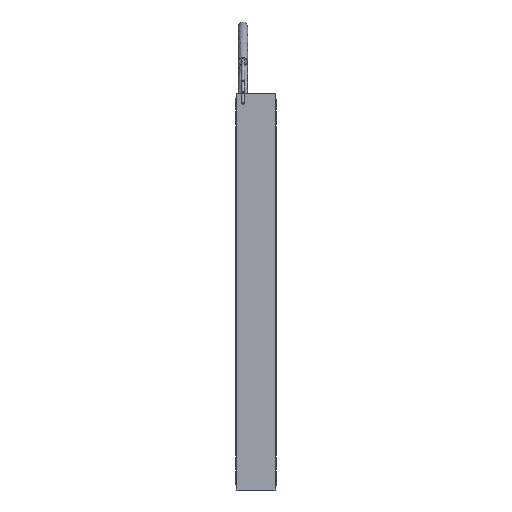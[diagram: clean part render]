
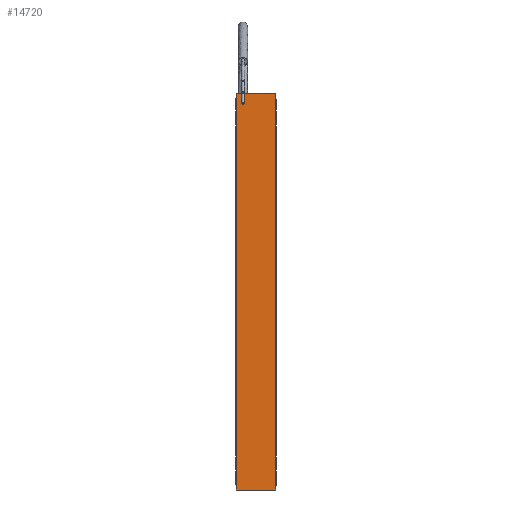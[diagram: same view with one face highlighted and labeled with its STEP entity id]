
A CAD part, front view. The second image highlights one B-rep face of the part: STEP entity #14720.
In plain terms, the highlighted planar face has unit normal (0, -1, 0).
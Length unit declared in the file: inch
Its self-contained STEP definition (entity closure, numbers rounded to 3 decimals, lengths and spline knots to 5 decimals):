
#630 = DIRECTION ( 'NONE',  ( 0., 1., 0. ) ) ;
#753 = LINE ( 'NONE', #32597, #15685 ) ;
#2958 = CARTESIAN_POINT ( 'NONE',  ( 1.3084, 1.82955, 7.06469 ) ) ;
#3678 = VECTOR ( 'NONE', #14746, 39.37008 ) ;
#6237 = VECTOR ( 'NONE', #22324, 39.37008 ) ;
#6250 = PLANE ( 'NONE',  #34733 ) ;
#6650 = CARTESIAN_POINT ( 'NONE',  ( 1.90447, 1.82955, 7.06469 ) ) ;
#8958 = DIRECTION ( 'NONE',  ( -1., 0., 0. ) ) ;
#9080 = CARTESIAN_POINT ( 'NONE',  ( 1.3084, 1.82955, 7.06469 ) ) ;
#9954 = ORIENTED_EDGE ( 'NONE', *, *, #25217, .F. ) ;
#11241 = EDGE_CURVE ( 'NONE', #20999, #11849, #22025, .T. ) ;
#11849 = VERTEX_POINT ( 'NONE', #32477 ) ;
#14720 = ADVANCED_FACE ( 'NONE', ( #26367 ), #6250, .F. ) ;
#14746 = DIRECTION ( 'NONE',  ( 0., 0., -1. ) ) ;
#15068 = LINE ( 'NONE', #6650, #3678 ) ;
#15685 = VECTOR ( 'NONE', #18140, 39.37008 ) ;
#16955 = LINE ( 'NONE', #2958, #27456 ) ;
#18140 = DIRECTION ( 'NONE',  ( 1., 0., 0. ) ) ;
#20999 = VERTEX_POINT ( 'NONE', #23869 ) ;
#22025 = LINE ( 'NONE', #30315, #6237 ) ;
#22040 = ORIENTED_EDGE ( 'NONE', *, *, #11241, .T. ) ;
#22324 = DIRECTION ( 'NONE',  ( 1., 0., 0. ) ) ;
#22388 = CARTESIAN_POINT ( 'NONE',  ( 1.3084, 1.82955, 7.06469 ) ) ;
#23036 = DIRECTION ( 'NONE',  ( 0., 0., -1. ) ) ;
#23199 = VERTEX_POINT ( 'NONE', #32186 ) ;
#23404 = EDGE_LOOP ( 'NONE', ( #22040, #9954, #35892, #31151 ) ) ;
#23869 = CARTESIAN_POINT ( 'NONE',  ( 1.3084, 1.82955, 1.06469 ) ) ;
#25217 = EDGE_CURVE ( 'NONE', #23199, #11849, #15068, .T. ) ;
#26041 = EDGE_CURVE ( 'NONE', #29828, #23199, #753, .T. ) ;
#26367 = FACE_OUTER_BOUND ( 'NONE', #23404, .T. ) ;
#26375 = EDGE_CURVE ( 'NONE', #29828, #20999, #16955, .T. ) ;
#27456 = VECTOR ( 'NONE', #23036, 39.37008 ) ;
#29828 = VERTEX_POINT ( 'NONE', #22388 ) ;
#30315 = CARTESIAN_POINT ( 'NONE',  ( 1.3084, 1.82955, 1.06469 ) ) ;
#31151 = ORIENTED_EDGE ( 'NONE', *, *, #26375, .T. ) ;
#32186 = CARTESIAN_POINT ( 'NONE',  ( 1.90447, 1.82955, 7.06469 ) ) ;
#32477 = CARTESIAN_POINT ( 'NONE',  ( 1.90447, 1.82955, 1.06469 ) ) ;
#32597 = CARTESIAN_POINT ( 'NONE',  ( 1.3084, 1.82955, 7.06469 ) ) ;
#34733 = AXIS2_PLACEMENT_3D ( 'NONE', #9080, #630, #8958 ) ;
#35892 = ORIENTED_EDGE ( 'NONE', *, *, #26041, .F. ) ;
